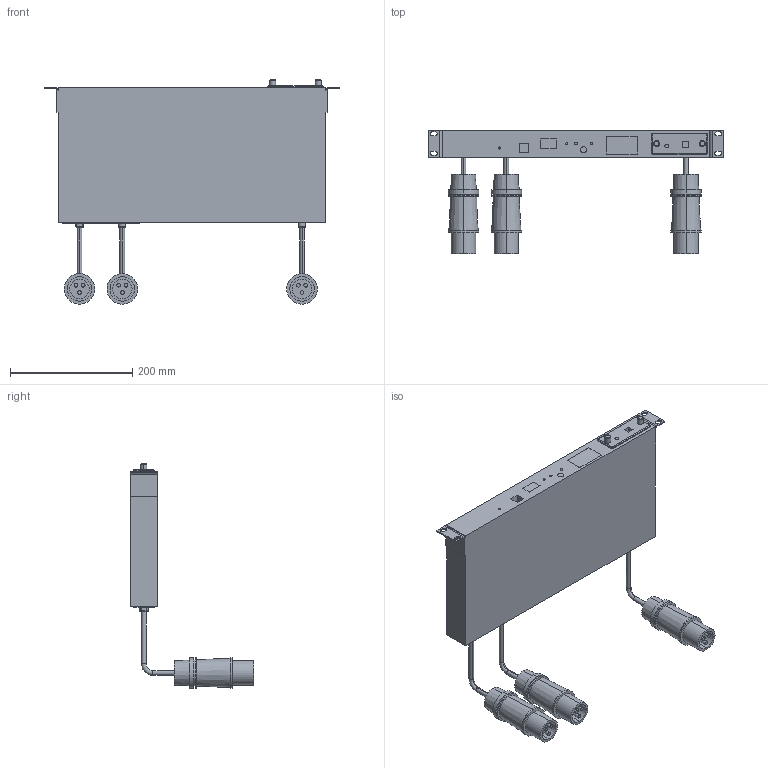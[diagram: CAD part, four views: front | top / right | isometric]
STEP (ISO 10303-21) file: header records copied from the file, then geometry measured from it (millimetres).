
FILE_DESCRIPTION (( 'STEP AP203' ), '1' );
FILE_NAME ('ATS-16-1U-0.STEP', '2023-08-10T11:03:46', ( '' ), ( '' ), 'SwSTEP 2.0', 'SolidWorks 2022', '' );
FILE_SCHEMA (( 'CONFIG_CONTROL_DESIGN' ));
Length unit declared in the file: millimetre
Products named in the file (1): ATS-16-1U-0
Bounding box: 482.6 x 202.2 x 367 mm (x, y, z)
Volume: 4843195.3 mm3; surface area: 355152.2 mm2
Topology: 1 solids, 1 shells, 295 faces, 654 edges, 410 vertices
Faces by surface type: cylinder 132, plane 109, cone 22, torus 16, sphere 12, bspline 4
Entity records: 8411 total; most frequent: DIRECTION 1552, CARTESIAN_POINT 1544, ORIENTED_EDGE 1300, EDGE_CURVE 650, AXIS2_PLACEMENT_3D 618, VERTEX_POINT 410, EDGE_LOOP 356, CIRCLE 326
